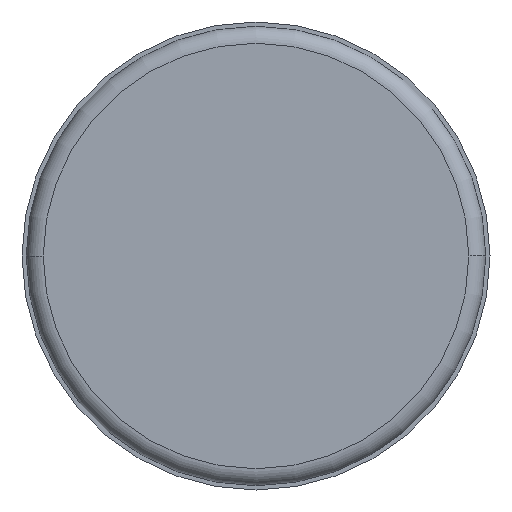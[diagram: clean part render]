
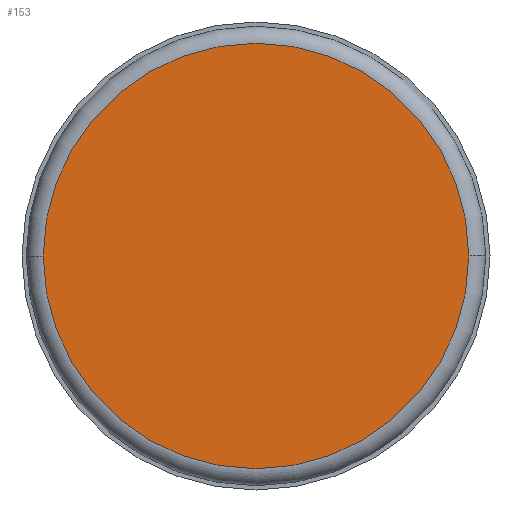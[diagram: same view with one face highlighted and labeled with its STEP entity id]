
A CAD part, front view. The second image highlights one B-rep face of the part: STEP entity #153.
In plain terms, the highlighted planar face has unit normal (0, -1, 0).
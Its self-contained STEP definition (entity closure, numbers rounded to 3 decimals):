
#45 = DIRECTION ( 'NONE',  ( -1., 0., 0. ) ) ;
#53 = CARTESIAN_POINT ( 'NONE',  ( 0., 0., 0. ) ) ;
#98 = CARTESIAN_POINT ( 'NONE',  ( 0., 0., 0. ) ) ;
#118 = EDGE_CURVE ( 'NONE', #637, #610, #507, .T. ) ;
#139 = EDGE_LOOP ( 'NONE', ( #624, #467 ) ) ;
#152 = PLANE ( 'NONE',  #449 ) ;
#153 = ADVANCED_FACE ( 'NONE', ( #636 ), #152, .F. ) ;
#161 = DIRECTION ( 'NONE',  ( -1., 0., 0. ) ) ;
#163 = EDGE_CURVE ( 'NONE', #610, #637, #684, .T. ) ;
#181 = AXIS2_PLACEMENT_3D ( 'NONE', #480, #427, #161 ) ;
#375 = DIRECTION ( 'NONE',  ( 0., 1., 0. ) ) ;
#394 = AXIS2_PLACEMENT_3D ( 'NONE', #53, #433, #45 ) ;
#427 = DIRECTION ( 'NONE',  ( 0., -1., 0. ) ) ;
#433 = DIRECTION ( 'NONE',  ( 0., -1., 0. ) ) ;
#449 = AXIS2_PLACEMENT_3D ( 'NONE', #98, #375, #590 ) ;
#467 = ORIENTED_EDGE ( 'NONE', *, *, #163, .T. ) ;
#480 = CARTESIAN_POINT ( 'NONE',  ( 0., 0., 0. ) ) ;
#507 = CIRCLE ( 'NONE', #181, 25. ) ;
#590 = DIRECTION ( 'NONE',  ( -1., 0., 0. ) ) ;
#598 = CARTESIAN_POINT ( 'NONE',  ( -25., 0., 0. ) ) ;
#601 = CARTESIAN_POINT ( 'NONE',  ( 25., 0., 0. ) ) ;
#610 = VERTEX_POINT ( 'NONE', #601 ) ;
#624 = ORIENTED_EDGE ( 'NONE', *, *, #118, .T. ) ;
#636 = FACE_OUTER_BOUND ( 'NONE', #139, .T. ) ;
#637 = VERTEX_POINT ( 'NONE', #598 ) ;
#684 = CIRCLE ( 'NONE', #394, 25. ) ;
